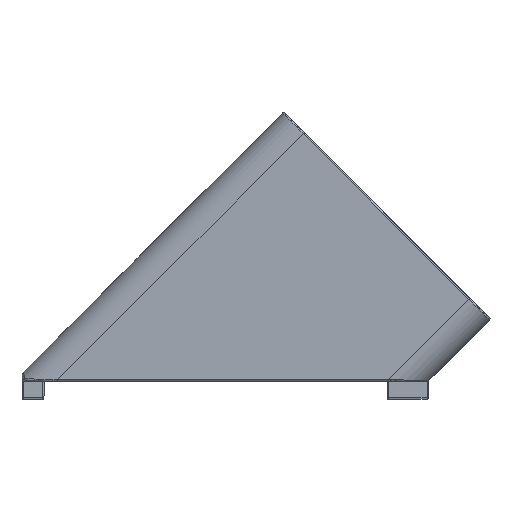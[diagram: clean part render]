
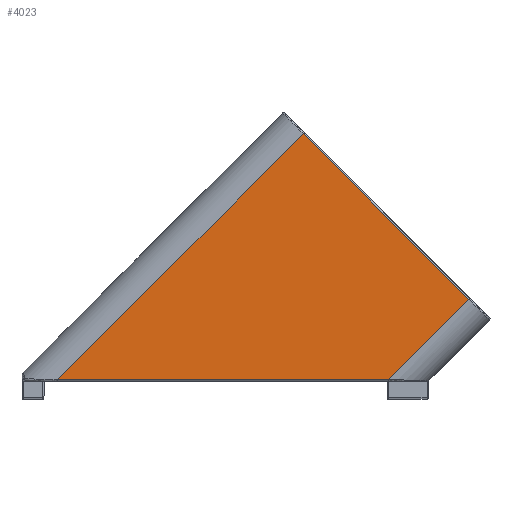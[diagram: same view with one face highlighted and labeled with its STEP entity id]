
A CAD part, left-side view. The second image highlights one B-rep face of the part: STEP entity #4023.
In plain terms, the highlighted planar face has unit normal (-1, 0, 0).
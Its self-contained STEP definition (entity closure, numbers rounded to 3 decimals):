
#272 = DIRECTION ( 'NONE',  ( 0., 1., 0. ) ) ;
#416 = VERTEX_POINT ( 'NONE', #10426 ) ;
#1430 = CARTESIAN_POINT ( 'NONE',  ( -40., -9.956, 0.2 ) ) ;
#1531 = EDGE_CURVE ( 'NONE', #7352, #416, #7037, .T. ) ;
#1960 = VERTEX_POINT ( 'NONE', #2716 ) ;
#2236 = DIRECTION ( 'NONE',  ( 0., 0.707, -0.707 ) ) ;
#2716 = CARTESIAN_POINT ( 'NONE',  ( -40., 9.643, 0.2 ) ) ;
#3124 = ORIENTED_EDGE ( 'NONE', *, *, #1531, .F. ) ;
#3417 = ORIENTED_EDGE ( 'NONE', *, *, #5142, .F. ) ;
#3734 = FACE_OUTER_BOUND ( 'NONE', #9974, .T. ) ;
#3825 = CARTESIAN_POINT ( 'NONE',  ( -40., -35.612, 0.2 ) ) ;
#4023 = ADVANCED_FACE ( 'NONE', ( #3734 ), #8318, .F. ) ;
#4492 = LINE ( 'NONE', #12227, #10140 ) ;
#4505 = CARTESIAN_POINT ( 'NONE',  ( -40., 12.672, -2.828 ) ) ;
#5039 = VECTOR ( 'NONE', #9101, 1000. ) ;
#5142 = EDGE_CURVE ( 'NONE', #9221, #1960, #9302, .T. ) ;
#5167 = ORIENTED_EDGE ( 'NONE', *, *, #13642, .F. ) ;
#5796 = DIRECTION ( 'NONE',  ( 0., -0.707, -0.707 ) ) ;
#5925 = DIRECTION ( 'NONE',  ( 1., 0., 0. ) ) ;
#7037 = LINE ( 'NONE', #13726, #9189 ) ;
#7352 = VERTEX_POINT ( 'NONE', #10739 ) ;
#8062 = ORIENTED_EDGE ( 'NONE', *, *, #13984, .F. ) ;
#8318 = PLANE ( 'NONE',  #13847 ) ;
#9101 = DIRECTION ( 'NONE',  ( 0., -0.707, 0.707 ) ) ;
#9189 = VECTOR ( 'NONE', #5796, 1000. ) ;
#9221 = VERTEX_POINT ( 'NONE', #3825 ) ;
#9302 = LINE ( 'NONE', #1430, #12521 ) ;
#9974 = EDGE_LOOP ( 'NONE', ( #5167, #3417, #8062, #3124 ) ) ;
#10140 = VECTOR ( 'NONE', #2236, 1000. ) ;
#10426 = CARTESIAN_POINT ( 'NONE',  ( -40., -46.584, 11.172 ) ) ;
#10739 = CARTESIAN_POINT ( 'NONE',  ( -40., -23.957, 33.8 ) ) ;
#11506 = LINE ( 'NONE', #4505, #5039 ) ;
#11541 = CARTESIAN_POINT ( 'NONE',  ( -40., -9.956, -25.456 ) ) ;
#12227 = CARTESIAN_POINT ( 'NONE',  ( -40., -46.584, 11.172 ) ) ;
#12521 = VECTOR ( 'NONE', #272, 1000. ) ;
#12706 = DIRECTION ( 'NONE',  ( 0., 1., 0. ) ) ;
#13642 = EDGE_CURVE ( 'NONE', #1960, #7352, #11506, .T. ) ;
#13726 = CARTESIAN_POINT ( 'NONE',  ( -40., -23.957, 33.8 ) ) ;
#13847 = AXIS2_PLACEMENT_3D ( 'NONE', #11541, #5925, #12706 ) ;
#13984 = EDGE_CURVE ( 'NONE', #416, #9221, #4492, .T. ) ;
